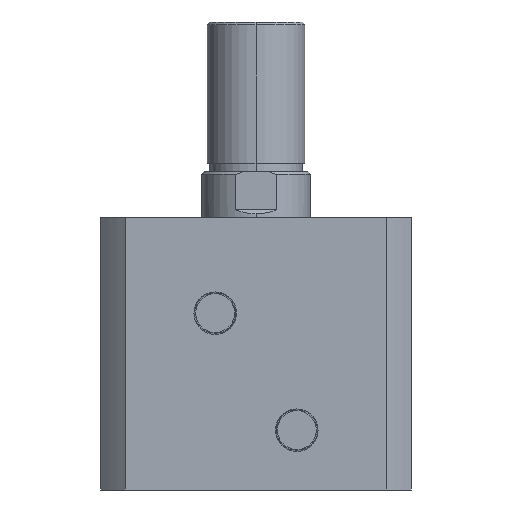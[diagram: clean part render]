
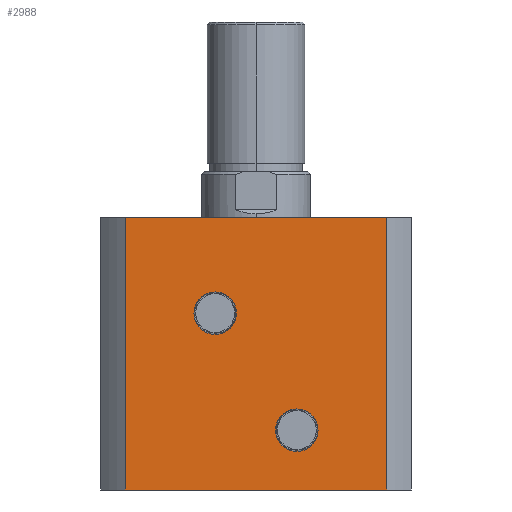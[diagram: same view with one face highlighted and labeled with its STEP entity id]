
A CAD part, left-side view. The second image highlights one B-rep face of the part: STEP entity #2988.
In plain terms, the highlighted planar face has unit normal (-1, 0, 0).
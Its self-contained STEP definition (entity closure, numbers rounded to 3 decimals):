
#61 = EDGE_LOOP ( 'NONE', ( #191, #190 ) ) ;
#63 = EDGE_LOOP ( 'NONE', ( #189, #188, #187, #186 ) ) ;
#64 = EDGE_LOOP ( 'NONE', ( #193, #192 ) ) ;
#186 = ORIENTED_EDGE ( 'NONE', *, *, #879, .T. ) ;
#187 = ORIENTED_EDGE ( 'NONE', *, *, #885, .F. ) ;
#188 = ORIENTED_EDGE ( 'NONE', *, *, #884, .F. ) ;
#189 = ORIENTED_EDGE ( 'NONE', *, *, #883, .T. ) ;
#190 = ORIENTED_EDGE ( 'NONE', *, *, #804, .F. ) ;
#191 = ORIENTED_EDGE ( 'NONE', *, *, #882, .F. ) ;
#192 = ORIENTED_EDGE ( 'NONE', *, *, #812, .F. ) ;
#193 = ORIENTED_EDGE ( 'NONE', *, *, #881, .F. ) ;
#279 = CIRCLE ( 'NONE', #1064, 7.797 ) ;
#292 = CIRCLE ( 'NONE', #1068, 7.797 ) ;
#419 = LINE ( 'NONE', #3324, #421 ) ;
#420 = LINE ( 'NONE', #3335, #430 ) ;
#421 = VECTOR ( 'NONE', #3345, 1000. ) ;
#422 = CIRCLE ( 'NONE', #1078, 7.797 ) ;
#423 = CIRCLE ( 'NONE', #1079, 7.797 ) ;
#424 = LINE ( 'NONE', #3341, #426 ) ;
#425 = LINE ( 'NONE', #3331, #428 ) ;
#426 = VECTOR ( 'NONE', #3340, 1000. ) ;
#428 = VECTOR ( 'NONE', #3329, 1000. ) ;
#430 = VECTOR ( 'NONE', #3328, 1000. ) ;
#804 = EDGE_CURVE ( 'NONE', #3726, #3707, #279, .T. ) ;
#812 = EDGE_CURVE ( 'NONE', #2808, #2805, #292, .T. ) ;
#879 = EDGE_CURVE ( 'NONE', #1685, #1666, #419, .T. ) ;
#881 = EDGE_CURVE ( 'NONE', #2805, #2808, #422, .T. ) ;
#882 = EDGE_CURVE ( 'NONE', #3707, #3726, #423, .T. ) ;
#883 = EDGE_CURVE ( 'NONE', #1666, #3631, #424, .T. ) ;
#884 = EDGE_CURVE ( 'NONE', #3753, #3631, #425, .T. ) ;
#885 = EDGE_CURVE ( 'NONE', #1685, #3753, #420, .T. ) ;
#1064 = AXIS2_PLACEMENT_3D ( 'NONE', #2774, #2775, #2776 ) ;
#1068 = AXIS2_PLACEMENT_3D ( 'NONE', #2798, #2799, #2800 ) ;
#1078 = AXIS2_PLACEMENT_3D ( 'NONE', #3339, #3338, #3337 ) ;
#1079 = AXIS2_PLACEMENT_3D ( 'NONE', #3334, #3333, #3332 ) ;
#1406 = AXIS2_PLACEMENT_3D ( 'NONE', #1755, #1750, #1759 ) ;
#1666 = VERTEX_POINT ( 'NONE', #2491 ) ;
#1685 = VERTEX_POINT ( 'NONE', #2510 ) ;
#1750 = DIRECTION ( 'NONE',  ( 1., 0., 0. ) ) ;
#1755 = CARTESIAN_POINT ( 'NONE',  ( -57., 0., 100. ) ) ;
#1757 = PLANE ( 'NONE',  #1406 ) ;
#1759 = DIRECTION ( 'NONE',  ( 0., 1., 0. ) ) ;
#1814 = CARTESIAN_POINT ( 'NONE',  ( -57., -47.971, 0. ) ) ;
#1837 = CARTESIAN_POINT ( 'NONE',  ( -57., 15., 72.797 ) ) ;
#1855 = CARTESIAN_POINT ( 'NONE',  ( -57., 15., 57.203 ) ) ;
#1869 = CARTESIAN_POINT ( 'NONE',  ( -57., -47.971, 100. ) ) ;
#2491 = CARTESIAN_POINT ( 'NONE',  ( -57., 47.971, 0. ) ) ;
#2510 = CARTESIAN_POINT ( 'NONE',  ( -57., 47.971, 100. ) ) ;
#2523 = CARTESIAN_POINT ( 'NONE',  ( -57., -15., 29.797 ) ) ;
#2526 = CARTESIAN_POINT ( 'NONE',  ( -57., -15., 14.203 ) ) ;
#2774 = CARTESIAN_POINT ( 'NONE',  ( -57., 15., 65. ) ) ;
#2775 = DIRECTION ( 'NONE',  ( -1., 0., 0. ) ) ;
#2776 = DIRECTION ( 'NONE',  ( 0., 0., 1. ) ) ;
#2798 = CARTESIAN_POINT ( 'NONE',  ( -57., -15., 22. ) ) ;
#2799 = DIRECTION ( 'NONE',  ( -1., 0., 0. ) ) ;
#2800 = DIRECTION ( 'NONE',  ( 0., 0., 1. ) ) ;
#2805 = VERTEX_POINT ( 'NONE', #2523 ) ;
#2808 = VERTEX_POINT ( 'NONE', #2526 ) ;
#2988 = ADVANCED_FACE ( 'NONE', ( #3433, #3438, #3435 ), #1757, .F. ) ;
#3324 = CARTESIAN_POINT ( 'NONE',  ( -57., 47.971, 100. ) ) ;
#3328 = DIRECTION ( 'NONE',  ( 0., -1., 0. ) ) ;
#3329 = DIRECTION ( 'NONE',  ( 0., 0., -1. ) ) ;
#3331 = CARTESIAN_POINT ( 'NONE',  ( -57., -47.971, 100. ) ) ;
#3332 = DIRECTION ( 'NONE',  ( 0., 0., 1. ) ) ;
#3333 = DIRECTION ( 'NONE',  ( -1., 0., 0. ) ) ;
#3334 = CARTESIAN_POINT ( 'NONE',  ( -57., 15., 65. ) ) ;
#3335 = CARTESIAN_POINT ( 'NONE',  ( -57., 0., 100. ) ) ;
#3337 = DIRECTION ( 'NONE',  ( 0., 0., 1. ) ) ;
#3338 = DIRECTION ( 'NONE',  ( -1., 0., 0. ) ) ;
#3339 = CARTESIAN_POINT ( 'NONE',  ( -57., -15., 22. ) ) ;
#3340 = DIRECTION ( 'NONE',  ( 0., -1., 0. ) ) ;
#3341 = CARTESIAN_POINT ( 'NONE',  ( -57., 0., 0. ) ) ;
#3345 = DIRECTION ( 'NONE',  ( 0., 0., -1. ) ) ;
#3433 = FACE_BOUND ( 'NONE', #64, .T. ) ;
#3435 = FACE_OUTER_BOUND ( 'NONE', #63, .T. ) ;
#3438 = FACE_BOUND ( 'NONE', #61, .T. ) ;
#3631 = VERTEX_POINT ( 'NONE', #1814 ) ;
#3707 = VERTEX_POINT ( 'NONE', #1837 ) ;
#3726 = VERTEX_POINT ( 'NONE', #1855 ) ;
#3753 = VERTEX_POINT ( 'NONE', #1869 ) ;
